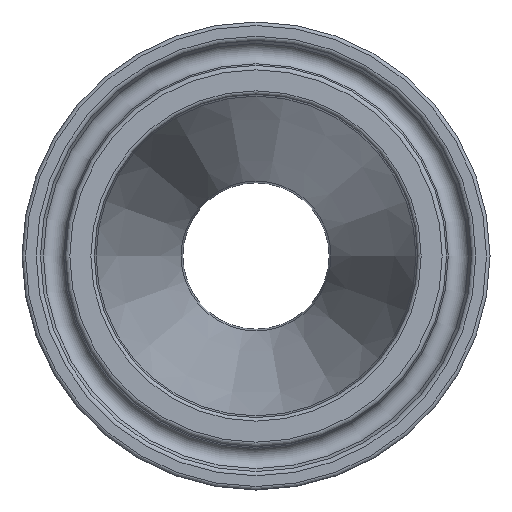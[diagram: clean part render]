
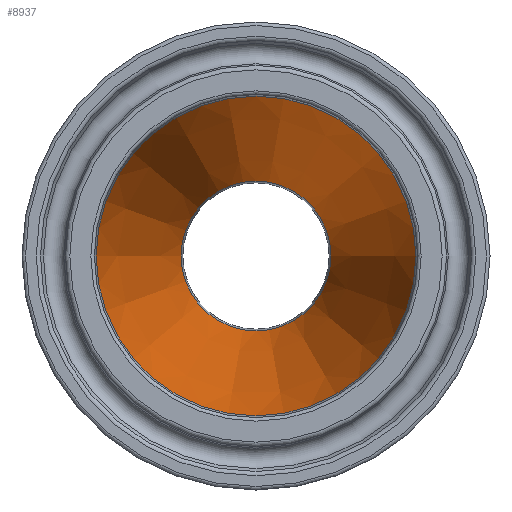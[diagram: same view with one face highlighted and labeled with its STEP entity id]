
A CAD part, left-side view. The second image highlights one B-rep face of the part: STEP entity #8937.
In plain terms, the highlighted conical face has half-angle 14.036 degrees and reference radius 12.636 mm.
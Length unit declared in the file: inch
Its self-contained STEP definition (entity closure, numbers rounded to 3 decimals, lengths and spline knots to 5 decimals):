
#18=CONICAL_SURFACE('',#9520,0.4975,14.036);
#173=FACE_BOUND('',#1677,.T.);
#1092=FACE_OUTER_BOUND('',#1676,.T.);
#1676=EDGE_LOOP('',(#8290));
#1677=EDGE_LOOP('',(#8291));
#1925=CIRCLE('',#9519,0.67754);
#1926=CIRCLE('',#9521,0.31746);
#4408=VERTEX_POINT('',#19318);
#4409=VERTEX_POINT('',#19321);
#5704=EDGE_CURVE('',#4408,#4408,#1925,.T.);
#5705=EDGE_CURVE('',#4409,#4409,#1926,.T.);
#8290=ORIENTED_EDGE('',*,*,#5705,.F.);
#8291=ORIENTED_EDGE('',*,*,#5704,.F.);
#8937=ADVANCED_FACE('',(#1092,#173),#18,.F.);
#9519=AXIS2_PLACEMENT_3D('',#19319,#11273,#11274);
#9520=AXIS2_PLACEMENT_3D('',#19320,#11275,#11276);
#9521=AXIS2_PLACEMENT_3D('',#19322,#11277,#11278);
#11273=DIRECTION('center_axis',(1.,0.,0.));
#11274=DIRECTION('ref_axis',(0.,-1.,0.));
#11275=DIRECTION('center_axis',(-1.,0.,0.));
#11276=DIRECTION('ref_axis',(0.,1.,0.));
#11277=DIRECTION('center_axis',(-1.,0.,0.));
#11278=DIRECTION('ref_axis',(0.,-1.,0.));
#19318=CARTESIAN_POINT('',(0.40486,0.67754,0.));
#19319=CARTESIAN_POINT('Origin',(0.40486,0.,0.));
#19320=CARTESIAN_POINT('Origin',(1.125,0.,0.));
#19321=CARTESIAN_POINT('',(1.84514,0.31746,0.));
#19322=CARTESIAN_POINT('Origin',(1.84514,0.,0.));
